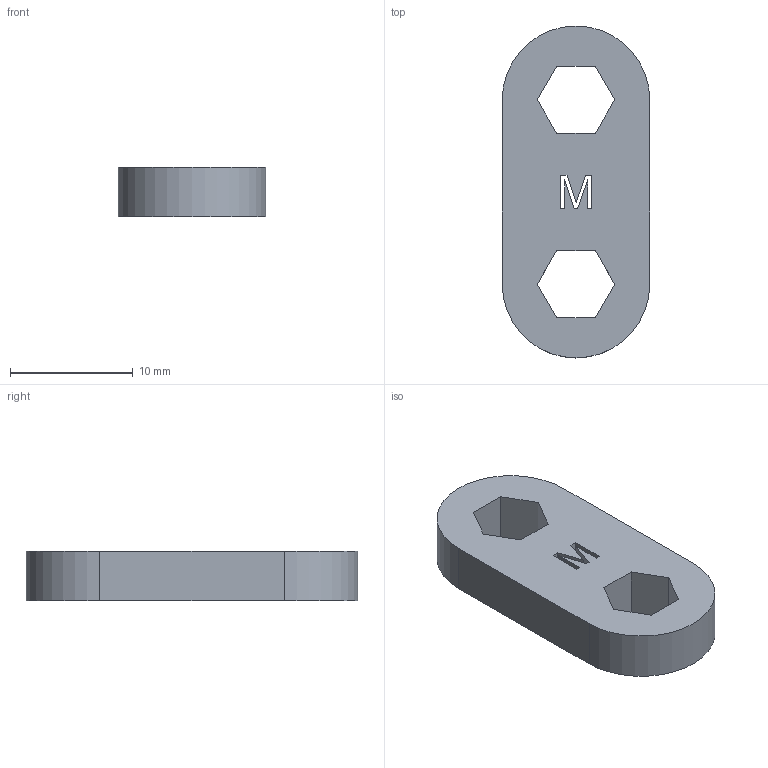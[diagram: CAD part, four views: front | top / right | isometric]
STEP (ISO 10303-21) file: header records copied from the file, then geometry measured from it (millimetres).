
FILE_DESCRIPTION(('FreeCAD Model'),'2;1');
FILE_NAME( 'Crank.step', '2018-12-21T09:45:02',('kicad StepUp'),('ksu MCAD'), 'Open CASCADE STEP processor 7.3','FreeCAD','Unknown');
FILE_SCHEMA(('AUTOMOTIVE_DESIGN { 1 0 10303 214 1 1 1 1 }'));
Length unit declared in the file: millimetre
Products named in the file (1): Crank
Bounding box: 12 x 27 x 4 mm (x, y, z)
Volume: 952.2 mm3; surface area: 986.6 mm2
Topology: 1 solids, 1 shells, 40 faces, 114 edges, 76 vertices
Faces by surface type: plane 32, extrusion 6, cylinder 2
Entity records: 1339 total; most frequent: CARTESIAN_POINT 279, ORIENTED_EDGE 228, DIRECTION 182, EDGE_CURVE 114, VECTOR 104, LINE 98, VERTEX_POINT 76, FACE_BOUND 46
